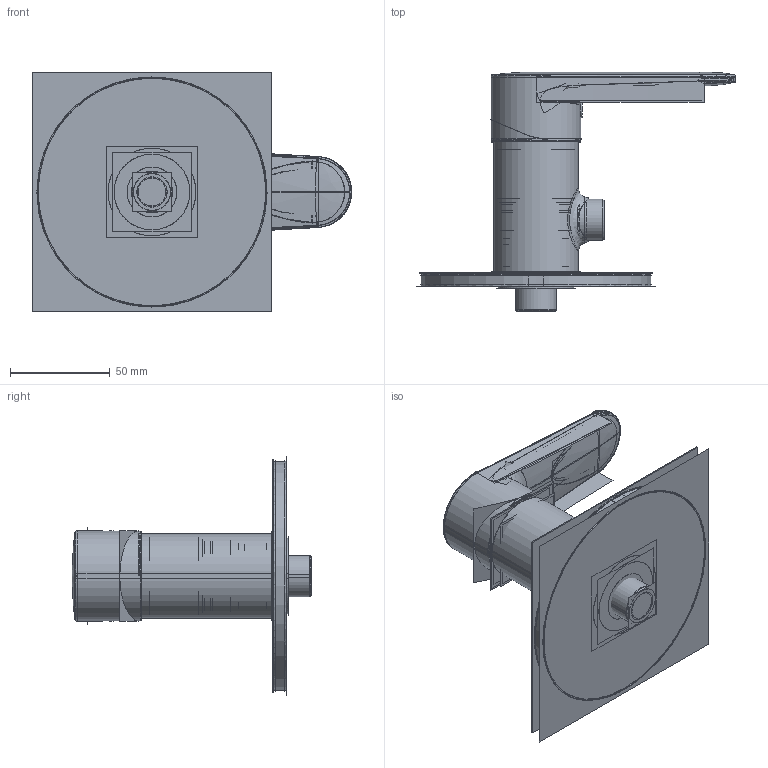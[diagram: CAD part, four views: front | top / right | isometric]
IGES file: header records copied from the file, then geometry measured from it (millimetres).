
Start section:  PTC IGES file: 3D_FFASB226-7T1500BT0_D0.igs
Global section: file name: 3D_FFASB226-7T1500BT0_D0.igs; native system: Creo Parametric by PTC Inc.; preprocessor: 2019224; author: 10114290; organization: Unknown; date: 20210809.103315; units: millimetre
Bounding box: 159.94 x 120.09 x 119.81 mm (x, y, z)
Surface area: 220304.4 mm2 (no closed solid volume)
Topology: 0 solids, 0 shells, 1056 faces, 14508 edges, 18976 vertices
Faces by surface type: revolution 560, bspline 496
